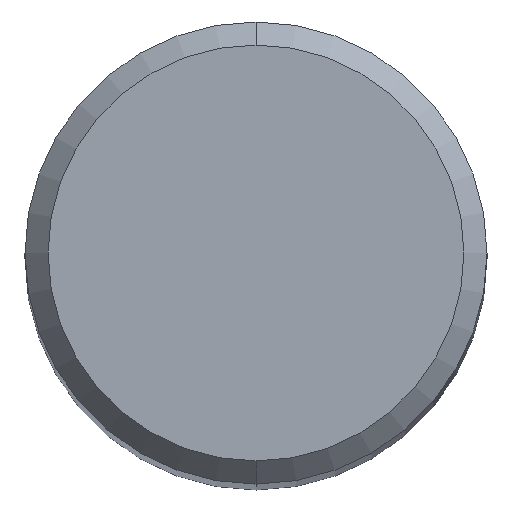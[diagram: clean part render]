
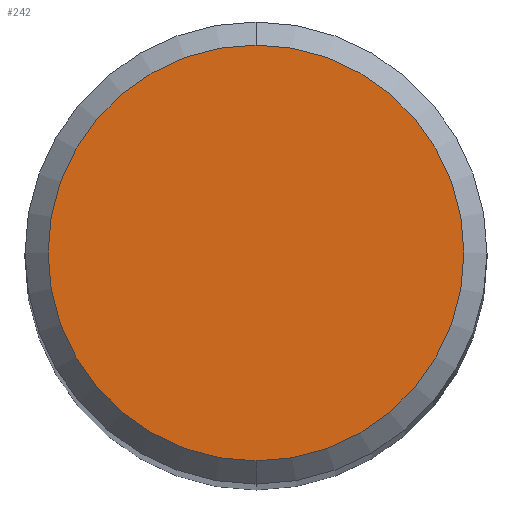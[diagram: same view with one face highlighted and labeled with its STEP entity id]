
A CAD part, top view. The second image highlights one B-rep face of the part: STEP entity #242.
In plain terms, the highlighted planar face has unit normal (0, 0, 1).
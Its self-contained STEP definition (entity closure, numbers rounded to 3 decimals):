
#234=VERTEX_POINT('',#544);
#242=ADVANCED_FACE('',(#553),#554,.T.);
#244=VERTEX_POINT('',#556);
#264=EDGE_CURVE('',#244,#234,#579,.T.);
#438=EDGE_CURVE('',#234,#244,#769,.T.);
#544=CARTESIAN_POINT('',(0.0,3.6,0.0));
#553=FACE_OUTER_BOUND('',#917,.T.);
#554=PLANE('',#918);
#556=CARTESIAN_POINT('',(0.,-3.6,0.0));
#579=CIRCLE('',#952,3.6);
#769=CIRCLE('',#1369,3.6);
#917=EDGE_LOOP('',(#1543,#1544));
#918=AXIS2_PLACEMENT_3D('',#1545,#1546,#1547);
#952=AXIS2_PLACEMENT_3D('',#1576,#1577,#1578);
#1369=AXIS2_PLACEMENT_3D('',#1777,#1778,#1779);
#1543=ORIENTED_EDGE('',*,*,#438,.F.);
#1544=ORIENTED_EDGE('',*,*,#264,.F.);
#1545=CARTESIAN_POINT('',(0.0,1.8,0.0));
#1546=DIRECTION('',(-0.0,0.0,1.0));
#1547=DIRECTION('',(0.0,-1.0,0.0));
#1576=CARTESIAN_POINT('',(0.0,0.0,0.0));
#1577=DIRECTION('',(0.0,0.0,-1.0));
#1578=DIRECTION('',(0.0,1.0,0.0));
#1777=CARTESIAN_POINT('',(0.0,0.0,0.0));
#1778=DIRECTION('',(0.0,0.0,-1.0));
#1779=DIRECTION('',(0.0,1.0,0.0));
